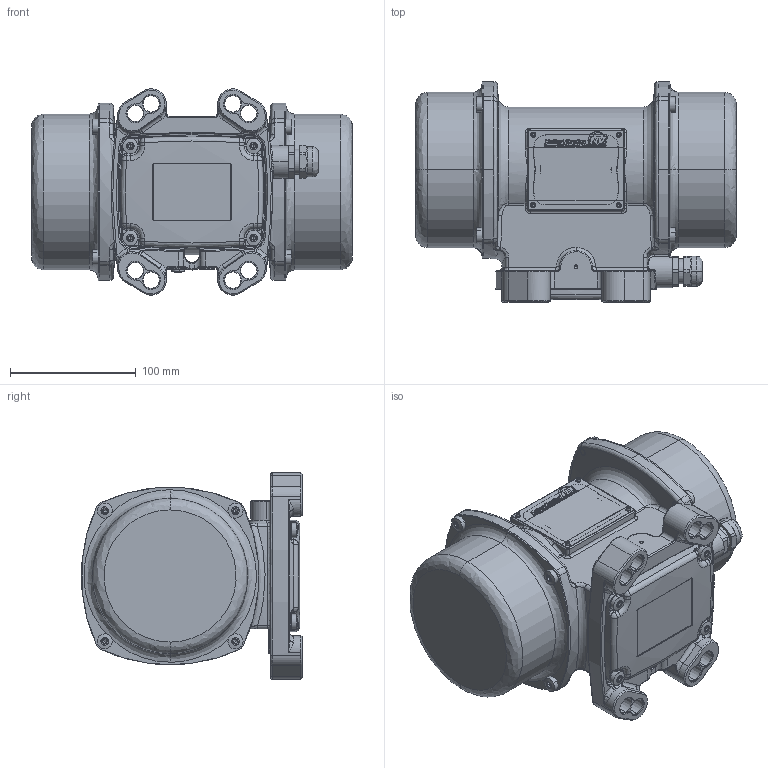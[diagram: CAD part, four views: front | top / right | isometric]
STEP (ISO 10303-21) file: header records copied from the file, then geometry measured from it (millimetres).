
FILE_DESCRIPTION (( 'STEP AP214' ), '1' );
FILE_NAME ('NEG 1630-50-60 Hz.STEP', '2022-05-09T08:54:28', ( '' ), ( '' ), 'SwSTEP 2.0', 'SolidWorks 2015', '' );
FILE_SCHEMA (( 'AUTOMOTIVE_DESIGN' ));
Length unit declared in the file: millimetre
Products named in the file (1): NEG 1630-50-60 Hz
Bounding box: 255 x 175.2 x 164 mm (x, y, z)
Volume: 1035546.8 mm3; surface area: 433362.1 mm2
Topology: 30 solids, 30 shells, 3770 faces, 9801 edges, 6235 vertices
Faces by surface type: bspline 1690, cylinder 909, plane 835, cone 336
Entity records: 203124 total; most frequent: CARTESIAN_POINT 122130, ORIENTED_EDGE 19424, DIRECTION 12172, EDGE_CURVE 9712, VERTEX_POINT 6235, AXIS2_PLACEMENT_3D 4453, EDGE_LOOP 4095, B_SPLINE_CURVE_WITH_KNOTS 3869
